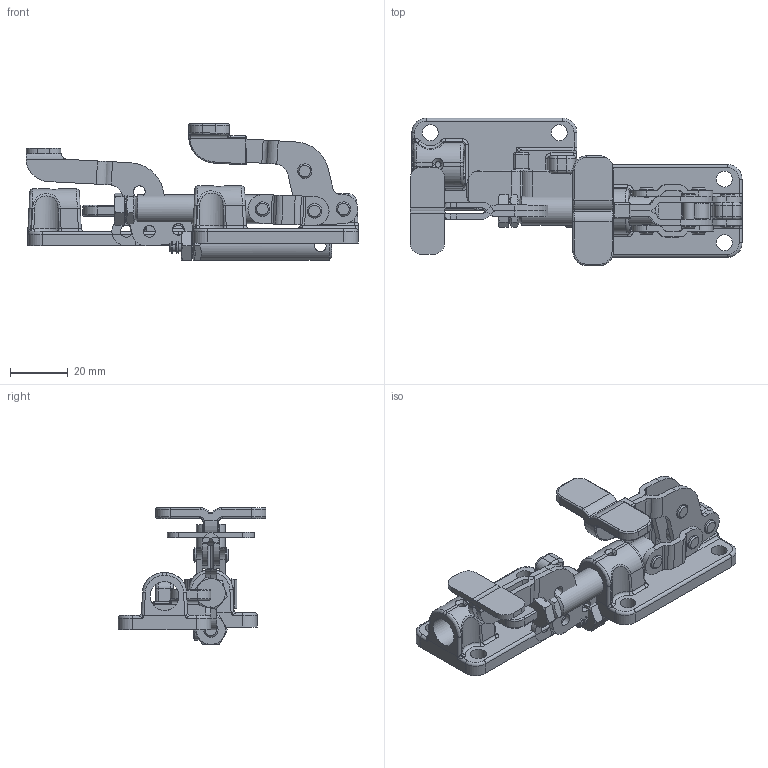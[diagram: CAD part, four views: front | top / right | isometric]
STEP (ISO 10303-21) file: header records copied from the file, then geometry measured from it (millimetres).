
FILE_DESCRIPTION( ( 'Unknown' ), '1' );
FILE_NAME( '307_UPINKA.stp', 'Unknown', ( 'Unknown' ), ( 'Unknown' ), 'PSStep 14.0', 'Unknown', ' ' );
FILE_SCHEMA( ( 'AUTOMOTIVE_DESIGN { 1 0 10303 214 1 1 1 1 }' ) );
Length unit declared in the file: millimetre
Products named in the file (13): Assem1; 307004_OVLADACI PAKA L; 307005_OVLADACI PAKA P; 370003_PIST; 307002_TAHLO; 307002_TAHLO-oa0; RUKOJET PLASTOVA; 800075_SROUB M6x25-CSN ISO 4017; 800004_MATICE M6_DIN4398; 720612_NYT 4x12; 720616_NYT 4x16; 307001_TELO; 307007_DISTANCNI KROUZEK
Bounding box: 114.62 x 51 x 47.24 mm (x, y, z)
Volume: 46934.7 mm3; surface area: 35733.5 mm2
Topology: 26 solids, 26 shells, 794 faces, 1960 edges, 1216 vertices
Faces by surface type: cylinder 322, plane 254, bspline 80, torus 76, cone 54, sphere 8
Full cylindrical faces by diameter (mm): 2 x2, 4 x12, 4.05 x20, 4.917 x10, 5 x12, 5.5 x8, 6 x4, 7 x2, 8.88 x2, 10 x4
Entity records: 16850 total; most frequent: CARTESIAN_POINT 4814, DIRECTION 1894, ORIENTED_EDGE 1732, EDGE_CURVE 866, AXIS2_PLACEMENT_3D 764, VERTEX_POINT 568, EDGE_LOOP 493, FACE_OUTER_BOUND 426
